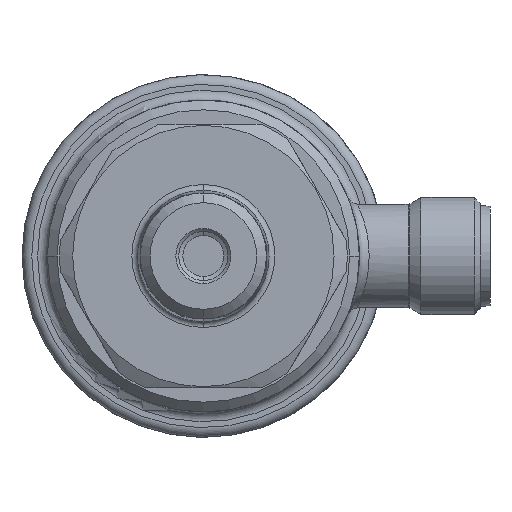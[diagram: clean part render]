
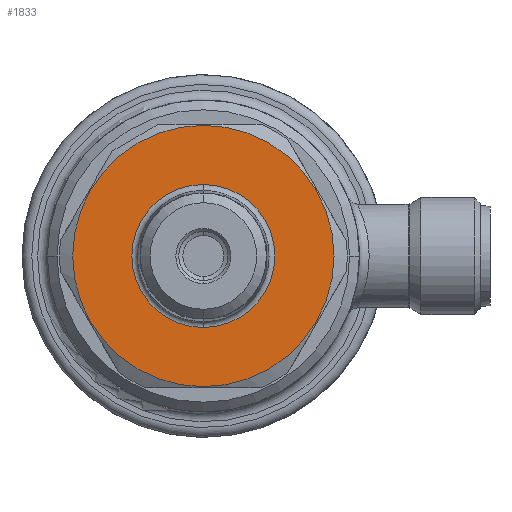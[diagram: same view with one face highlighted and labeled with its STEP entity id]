
A CAD part, front view. The second image highlights one B-rep face of the part: STEP entity #1833.
In plain terms, the highlighted face is planar.
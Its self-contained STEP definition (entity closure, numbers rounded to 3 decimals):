
#230 = CARTESIAN_POINT ( 'NONE',  ( 33.5, 0., -13.4 ) ) ;
#274 = EDGE_LOOP ( 'NONE', ( #3347, #1612 ) ) ;
#754 = DIRECTION ( 'NONE',  ( 0., 0., -1. ) ) ;
#1277 = CIRCLE ( 'NONE', #2065, 7.333 ) ;
#1457 = EDGE_CURVE ( 'NONE', #6560, #4332, #1277, .T. ) ;
#1612 = ORIENTED_EDGE ( 'NONE', *, *, #4052, .T. ) ;
#1637 = EDGE_CURVE ( 'NONE', #4321, #6923, #3076, .T. ) ;
#1751 = AXIS2_PLACEMENT_3D ( 'NONE', #3250, #4504, #754 ) ;
#1833 = ADVANCED_FACE ( 'NONE', ( #2670, #5740 ), #2616, .T. ) ;
#2065 = AXIS2_PLACEMENT_3D ( 'NONE', #5103, #7418, #7369 ) ;
#2616 = PLANE ( 'NONE',  #1751 ) ;
#2670 = FACE_BOUND ( 'NONE', #274, .T. ) ;
#2795 = EDGE_LOOP ( 'NONE', ( #7727, #3417 ) ) ;
#2899 = CARTESIAN_POINT ( 'NONE',  ( 33.5, 0., 0. ) ) ;
#3076 = CIRCLE ( 'NONE', #3980, 13.4 ) ;
#3142 = CARTESIAN_POINT ( 'NONE',  ( 33.5, 0., 0. ) ) ;
#3250 = CARTESIAN_POINT ( 'NONE',  ( 33.5, 0., 0. ) ) ;
#3347 = ORIENTED_EDGE ( 'NONE', *, *, #1457, .T. ) ;
#3417 = ORIENTED_EDGE ( 'NONE', *, *, #1637, .F. ) ;
#3436 = AXIS2_PLACEMENT_3D ( 'NONE', #2899, #7109, #3526 ) ;
#3526 = DIRECTION ( 'NONE',  ( 0., 0., 1. ) ) ;
#3536 = AXIS2_PLACEMENT_3D ( 'NONE', #3142, #7329, #3758 ) ;
#3758 = DIRECTION ( 'NONE',  ( 0., 0., 1. ) ) ;
#3980 = AXIS2_PLACEMENT_3D ( 'NONE', #6579, #6603, #7170 ) ;
#3983 = CIRCLE ( 'NONE', #3536, 13.4 ) ;
#4052 = EDGE_CURVE ( 'NONE', #4332, #6560, #6178, .T. ) ;
#4321 = VERTEX_POINT ( 'NONE', #230 ) ;
#4332 = VERTEX_POINT ( 'NONE', #7817 ) ;
#4504 = DIRECTION ( 'NONE',  ( 1., 0., 0. ) ) ;
#5103 = CARTESIAN_POINT ( 'NONE',  ( 33.5, 0., 0. ) ) ;
#5740 = FACE_OUTER_BOUND ( 'NONE', #2795, .T. ) ;
#6178 = CIRCLE ( 'NONE', #3436, 7.333 ) ;
#6560 = VERTEX_POINT ( 'NONE', #7804 ) ;
#6579 = CARTESIAN_POINT ( 'NONE',  ( 33.5, 0., 0. ) ) ;
#6603 = DIRECTION ( 'NONE',  ( -1., 0., 0. ) ) ;
#6770 = EDGE_CURVE ( 'NONE', #6923, #4321, #3983, .T. ) ;
#6923 = VERTEX_POINT ( 'NONE', #6940 ) ;
#6940 = CARTESIAN_POINT ( 'NONE',  ( 33.5, 0., 13.4 ) ) ;
#7109 = DIRECTION ( 'NONE',  ( -1., 0., 0. ) ) ;
#7170 = DIRECTION ( 'NONE',  ( 0., 0., 1. ) ) ;
#7329 = DIRECTION ( 'NONE',  ( -1., 0., 0. ) ) ;
#7369 = DIRECTION ( 'NONE',  ( 0., 0., 1. ) ) ;
#7418 = DIRECTION ( 'NONE',  ( -1., 0., 0. ) ) ;
#7727 = ORIENTED_EDGE ( 'NONE', *, *, #6770, .F. ) ;
#7804 = CARTESIAN_POINT ( 'NONE',  ( 33.5, 0., 7.333 ) ) ;
#7817 = CARTESIAN_POINT ( 'NONE',  ( 33.5, 0., -7.333 ) ) ;
